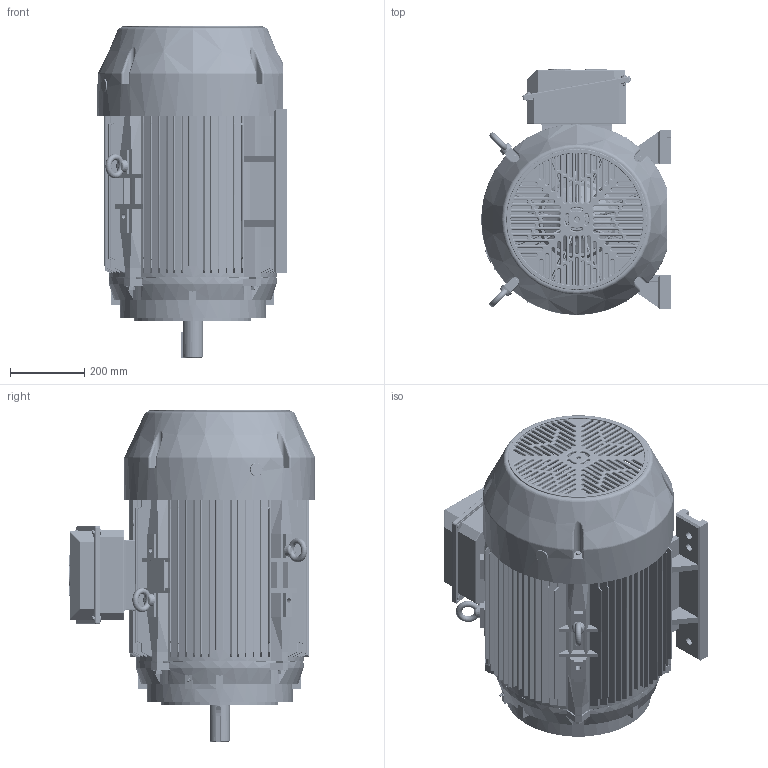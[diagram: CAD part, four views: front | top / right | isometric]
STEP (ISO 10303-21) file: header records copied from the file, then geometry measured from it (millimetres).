
FILE_DESCRIPTION (( 'STEP AP203' ), '1' );
FILE_NAME ('TFC 404-405TS C楊擘 俋倛芞F1 CFC.STEP', '2017-03-17T01:10:06', ( 'abc' ), ( '' ), 'SwSTEP 2.0', 'SolidWorks 2008', '' );
FILE_SCHEMA (( 'CONFIG_CONTROL_DESIGN' ));
Length unit declared in the file: millimetre
Products named in the file (29): 405TS 转子_默认; 吊环M16_默认; IE2 250-4P 风叶_默认; 10_默认; 铜油嘴_默认; M8-20_默认; NEMA 400接线盒座、盖垫_默认; TFC400T-盖_默认; hexagon head bolts-full thread gb_GB_FASTENER_BOLT_STBAB A M8X20-N; M6-10_默认; TFC 404-405TS C楊擘 俋倛芞F1 CFC; TC250B3后端盖（TFC400T后端盖）_默认; TC 250 轴承外盖NDE_默认; 404（5）TS转轴8HMN.200.T130_默认; 6314_默认; TFC400TS-C(2极)法兰2012.10_默认; TC 250 轴承外盖DE_默认; 12_默认; M10-80_默认; M12-45_默认; 扣塞_默认; 油封70-95-10_默认; TFC 400T 机座_默认; 装配体1_默认; TFC400T-座 _默认; 400T接线盒座垫_默认; TFC 400TS 平键_默认; 250后端盖螺栓_默认; TX 250铸铁风罩3_默认
Assembly tree (53 placements, depth 3):
  TFC 404-405TS C楊擘 俋倛芞F1 CFC
    250后端盖螺栓_默认  x4
    405TS 转子_默认
      404（5）TS转轴8HMN.200.T130_默认
      6314_默认  x2
    M10-80_默认  x4
    TFC 400TS 平键_默认
    hexagon head bolts-full thread gb_GB_FASTENER_BOLT_STBAB A M8X20-N  x4
    油封70-95-10_默认  x2
    10_默认  x4
    M12-45_默认  x4
    装配体1_默认
      M6-10_默认  x4
      NEMA 400接线盒座、盖垫_默认
      TFC400T-座 _默认
      TFC400T-盖_默认
    400T接线盒座垫_默认
    12_默认  x4
    IE2 250-4P 风叶_默认
    吊环M16_默认  x2
    铜油嘴_默认
    TFC 400T 机座_默认
    TFC400TS-C(2极)法兰2012.10_默认
    TC 250 轴承外盖DE_默认
    TC 250 轴承外盖NDE_默认
    M8-20_默认  x2
    TC250B3后端盖（TFC400T后端盖）_默认
    TX 250铸铁风罩3_默认
    扣塞_默认
Bounding box: 512 x 665.65 x 897.15 mm (x, y, z)
Volume: 30697860.5 mm3; surface area: 6460404.9 mm2
Topology: 52 solids, 57 shells, 5710 faces, 14911 edges, 9238 vertices
Faces by surface type: plane 2177, cylinder 1763, torus 859, bspline 468, cone 373, sphere 70
Entity records: 187409 total; most frequent: CARTESIAN_POINT 63076, ORIENTED_EDGE 25836, DIRECTION 24816, EDGE_CURVE 12918, AXIS2_PLACEMENT_3D 9467, VERTEX_POINT 8046, VECTOR 5882, LINE 5882
